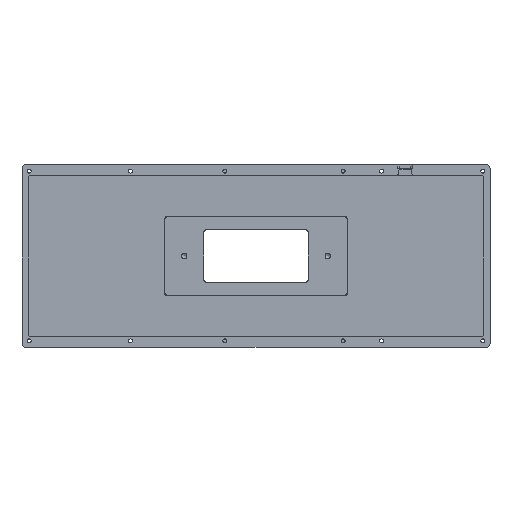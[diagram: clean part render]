
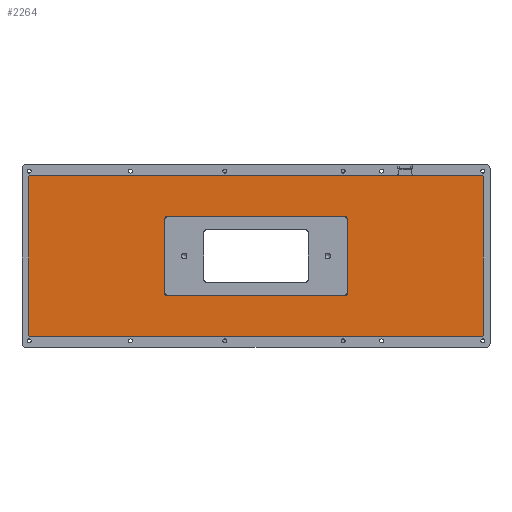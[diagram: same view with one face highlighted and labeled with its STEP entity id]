
A CAD part, top view. The second image highlights one B-rep face of the part: STEP entity #2264.
In plain terms, the highlighted planar face has unit normal (0, 0, 1).
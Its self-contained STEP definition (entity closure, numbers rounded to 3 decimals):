
#76=FACE_BOUND('',#488,.T.);
#162=CIRCLE('',#2490,2.);
#163=CIRCLE('',#2491,2.);
#164=CIRCLE('',#2492,2.);
#165=CIRCLE('',#2493,2.);
#166=CIRCLE('',#2494,2.25);
#167=CIRCLE('',#2495,2.25);
#168=CIRCLE('',#2496,2.25);
#169=CIRCLE('',#2497,2.25);
#317=FACE_OUTER_BOUND('',#487,.T.);
#487=EDGE_LOOP('',(#1740,#1741,#1742,#1743,#1744,#1745,#1746,#1747));
#488=EDGE_LOOP('',(#1748,#1749,#1750,#1751,#1752,#1753,#1754,#1755));
#675=LINE('',#3706,#861);
#676=LINE('',#3710,#862);
#677=LINE('',#3714,#863);
#678=LINE('',#3717,#864);
#679=LINE('',#3722,#865);
#680=LINE('',#3726,#866);
#681=LINE('',#3730,#867);
#682=LINE('',#3733,#868);
#861=VECTOR('',#2940,10.);
#862=VECTOR('',#2943,10.);
#863=VECTOR('',#2946,10.);
#864=VECTOR('',#2949,10.);
#865=VECTOR('',#2952,10.);
#866=VECTOR('',#2955,10.);
#867=VECTOR('',#2958,10.);
#868=VECTOR('',#2961,10.);
#1096=VERTEX_POINT('',#3702);
#1097=VERTEX_POINT('',#3703);
#1098=VERTEX_POINT('',#3705);
#1099=VERTEX_POINT('',#3707);
#1100=VERTEX_POINT('',#3709);
#1101=VERTEX_POINT('',#3711);
#1102=VERTEX_POINT('',#3713);
#1103=VERTEX_POINT('',#3715);
#1104=VERTEX_POINT('',#3718);
#1105=VERTEX_POINT('',#3719);
#1106=VERTEX_POINT('',#3721);
#1107=VERTEX_POINT('',#3723);
#1108=VERTEX_POINT('',#3725);
#1109=VERTEX_POINT('',#3727);
#1110=VERTEX_POINT('',#3729);
#1111=VERTEX_POINT('',#3731);
#1337=EDGE_CURVE('',#1096,#1097,#162,.T.);
#1338=EDGE_CURVE('',#1098,#1097,#675,.T.);
#1339=EDGE_CURVE('',#1098,#1099,#163,.T.);
#1340=EDGE_CURVE('',#1100,#1099,#676,.T.);
#1341=EDGE_CURVE('',#1100,#1101,#164,.T.);
#1342=EDGE_CURVE('',#1102,#1101,#677,.T.);
#1343=EDGE_CURVE('',#1102,#1103,#165,.T.);
#1344=EDGE_CURVE('',#1096,#1103,#678,.T.);
#1345=EDGE_CURVE('',#1104,#1105,#166,.T.);
#1346=EDGE_CURVE('',#1106,#1104,#679,.T.);
#1347=EDGE_CURVE('',#1107,#1106,#167,.T.);
#1348=EDGE_CURVE('',#1108,#1107,#680,.T.);
#1349=EDGE_CURVE('',#1109,#1108,#168,.T.);
#1350=EDGE_CURVE('',#1110,#1109,#681,.T.);
#1351=EDGE_CURVE('',#1111,#1110,#169,.T.);
#1352=EDGE_CURVE('',#1105,#1111,#682,.T.);
#1740=ORIENTED_EDGE('',*,*,#1337,.T.);
#1741=ORIENTED_EDGE('',*,*,#1338,.F.);
#1742=ORIENTED_EDGE('',*,*,#1339,.T.);
#1743=ORIENTED_EDGE('',*,*,#1340,.F.);
#1744=ORIENTED_EDGE('',*,*,#1341,.T.);
#1745=ORIENTED_EDGE('',*,*,#1342,.F.);
#1746=ORIENTED_EDGE('',*,*,#1343,.T.);
#1747=ORIENTED_EDGE('',*,*,#1344,.F.);
#1748=ORIENTED_EDGE('',*,*,#1345,.F.);
#1749=ORIENTED_EDGE('',*,*,#1346,.F.);
#1750=ORIENTED_EDGE('',*,*,#1347,.F.);
#1751=ORIENTED_EDGE('',*,*,#1348,.F.);
#1752=ORIENTED_EDGE('',*,*,#1349,.F.);
#1753=ORIENTED_EDGE('',*,*,#1350,.F.);
#1754=ORIENTED_EDGE('',*,*,#1351,.F.);
#1755=ORIENTED_EDGE('',*,*,#1352,.F.);
#2185=PLANE('',#2489);
#2264=ADVANCED_FACE('',(#317,#76),#2185,.F.);
#2489=AXIS2_PLACEMENT_3D('',#3701,#2936,#2937);
#2490=AXIS2_PLACEMENT_3D('',#3704,#2938,#2939);
#2491=AXIS2_PLACEMENT_3D('',#3708,#2941,#2942);
#2492=AXIS2_PLACEMENT_3D('',#3712,#2944,#2945);
#2493=AXIS2_PLACEMENT_3D('',#3716,#2947,#2948);
#2494=AXIS2_PLACEMENT_3D('',#3720,#2950,#2951);
#2495=AXIS2_PLACEMENT_3D('',#3724,#2953,#2954);
#2496=AXIS2_PLACEMENT_3D('',#3728,#2956,#2957);
#2497=AXIS2_PLACEMENT_3D('',#3732,#2959,#2960);
#2936=DIRECTION('center_axis',(0.,0.,-1.));
#2937=DIRECTION('ref_axis',(-1.,0.,0.));
#2938=DIRECTION('center_axis',(0.,0.,1.));
#2939=DIRECTION('ref_axis',(-0.707,0.707,0.));
#2940=DIRECTION('',(0.,1.,0.));
#2941=DIRECTION('center_axis',(0.,0.,1.));
#2942=DIRECTION('ref_axis',(-0.707,-0.707,0.));
#2943=DIRECTION('',(-1.,0.,0.));
#2944=DIRECTION('center_axis',(0.,0.,1.));
#2945=DIRECTION('ref_axis',(0.707,-0.707,0.));
#2946=DIRECTION('',(0.,-1.,0.));
#2947=DIRECTION('center_axis',(0.,0.,1.));
#2948=DIRECTION('ref_axis',(0.707,0.707,0.));
#2949=DIRECTION('',(1.,0.,0.));
#2950=DIRECTION('center_axis',(0.,0.,1.));
#2951=DIRECTION('ref_axis',(0.707,0.707,0.));
#2952=DIRECTION('',(0.,1.,0.));
#2953=DIRECTION('center_axis',(0.,0.,1.));
#2954=DIRECTION('ref_axis',(0.707,-0.707,0.));
#2955=DIRECTION('',(1.,0.,0.));
#2956=DIRECTION('center_axis',(0.,0.,1.));
#2957=DIRECTION('ref_axis',(-0.707,-0.707,0.));
#2958=DIRECTION('',(0.,-1.,0.));
#2959=DIRECTION('center_axis',(0.,0.,1.));
#2960=DIRECTION('ref_axis',(-0.707,0.707,0.));
#2961=DIRECTION('',(-1.,0.,0.));
#3701=CARTESIAN_POINT('Origin',(0.,0.,1.175));
#3702=CARTESIAN_POINT('',(-172.332,62.032,1.175));
#3703=CARTESIAN_POINT('',(-174.332,60.032,1.175));
#3704=CARTESIAN_POINT('Origin',(-172.332,60.032,1.175));
#3705=CARTESIAN_POINT('',(-174.332,-60.032,1.175));
#3706=CARTESIAN_POINT('',(-174.332,62.032,1.175));
#3707=CARTESIAN_POINT('',(-172.332,-62.032,1.175));
#3708=CARTESIAN_POINT('Origin',(-172.332,-60.032,1.175));
#3709=CARTESIAN_POINT('',(172.332,-62.032,1.175));
#3710=CARTESIAN_POINT('',(-174.332,-62.032,1.175));
#3711=CARTESIAN_POINT('',(174.332,-60.032,1.175));
#3712=CARTESIAN_POINT('Origin',(172.332,-60.032,1.175));
#3713=CARTESIAN_POINT('',(174.332,60.032,1.175));
#3714=CARTESIAN_POINT('',(174.332,-70.032,1.175));
#3715=CARTESIAN_POINT('',(172.332,62.032,1.175));
#3716=CARTESIAN_POINT('Origin',(172.332,60.032,1.175));
#3717=CARTESIAN_POINT('',(174.332,62.032,1.175));
#3718=CARTESIAN_POINT('',(70.25,28.001,1.175));
#3719=CARTESIAN_POINT('',(68.,30.251,1.175));
#3720=CARTESIAN_POINT('Origin',(68.,28.001,1.175));
#3721=CARTESIAN_POINT('',(70.25,-28.,1.175));
#3722=CARTESIAN_POINT('',(70.25,15.,1.175));
#3723=CARTESIAN_POINT('',(68.,-30.25,1.175));
#3724=CARTESIAN_POINT('Origin',(68.,-28.,1.175));
#3725=CARTESIAN_POINT('',(-68.,-30.25,1.175));
#3726=CARTESIAN_POINT('',(35.,-30.25,1.175));
#3727=CARTESIAN_POINT('',(-70.25,-28.,1.175));
#3728=CARTESIAN_POINT('Origin',(-68.,-28.,1.175));
#3729=CARTESIAN_POINT('',(-70.25,28.001,1.175));
#3730=CARTESIAN_POINT('',(-70.25,-15.,1.175));
#3731=CARTESIAN_POINT('',(-68.,30.251,1.175));
#3732=CARTESIAN_POINT('Origin',(-68.,28.001,1.175));
#3733=CARTESIAN_POINT('',(-35.,30.251,1.175));
